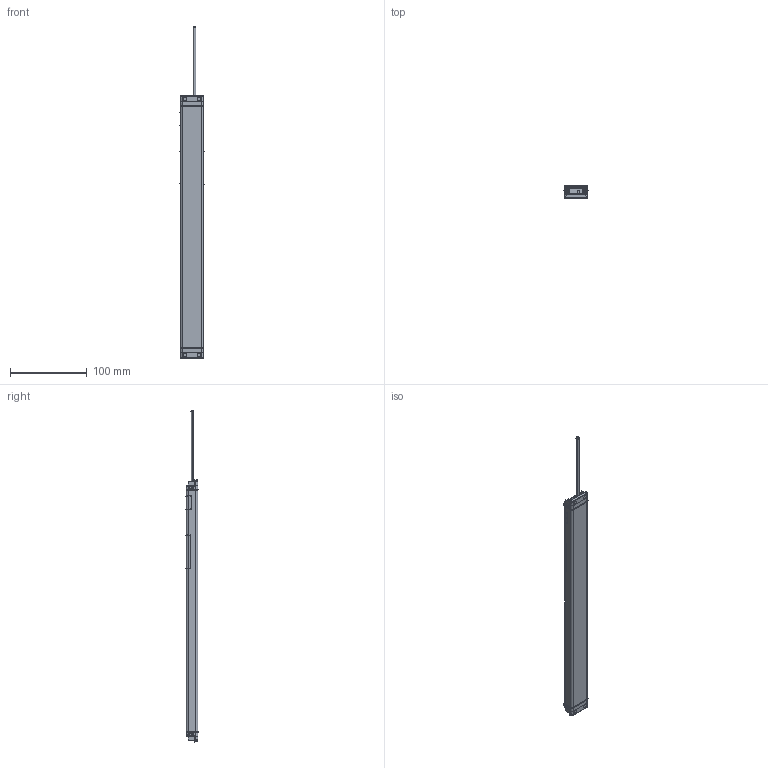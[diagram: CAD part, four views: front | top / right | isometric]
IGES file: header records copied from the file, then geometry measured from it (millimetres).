
Start section:  PTC IGES file: 158561.igs
Global section: file name: 158561.igs; native system: Creo Parametric by Parametric Technology Corporation; preprocessor: 2013230; author: PDMAdmin; organization: Unknown; date: 20160407.101021; units: millimetre
Bounding box: 31.39 x 15.99 x 433.51 mm (x, y, z)
Volume: 59139.6 mm3; surface area: 374504.4 mm2
Topology: 16 solids, 16 shells, 1712 faces, 8680 edges, 10886 vertices
Faces by surface type: bspline 886, revolution 826
